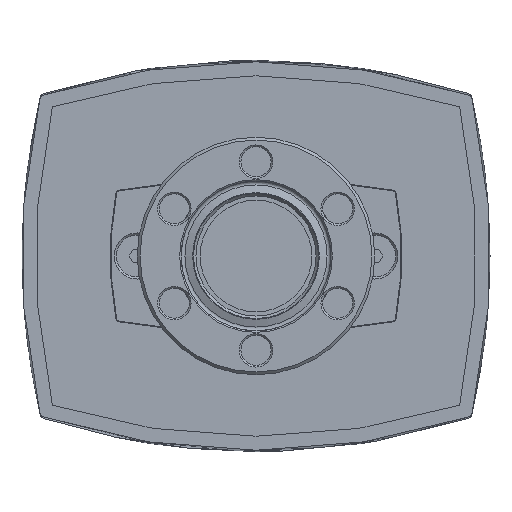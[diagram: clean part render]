
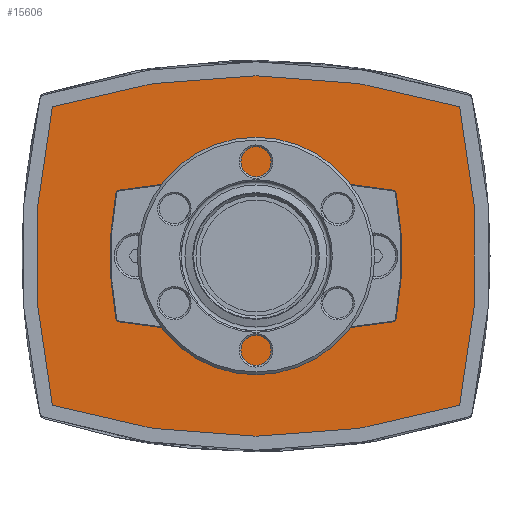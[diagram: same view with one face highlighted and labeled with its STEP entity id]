
A CAD part, front view. The second image highlights one B-rep face of the part: STEP entity #15606.
In plain terms, the highlighted planar face has unit normal (0, -1, 0).
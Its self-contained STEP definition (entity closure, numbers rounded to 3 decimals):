
#15227=CARTESIAN_POINT('',(29.142,0.,21.367));
#15228=VERTEX_POINT('',#15227);
#15235=CARTESIAN_POINT('',(29.142,0.,-21.367));
#15236=VERTEX_POINT('',#15235);
#15237=CARTESIAN_POINT('',(-66.5,0.,0.));
#15238=DIRECTION('',(0.,1.0,0.));
#15239=DIRECTION('',(-0.976,0.,0.218));
#15240=AXIS2_PLACEMENT_3D('',#15237,#15238,#15239);
#15241=CIRCLE('',#15240,98.0);
#15242=EDGE_CURVE('',#15228,#15236,#15241,.T.);
#15259=CARTESIAN_POINT('',(-29.142,0.,21.367));
#15260=VERTEX_POINT('',#15259);
#15267=CARTESIAN_POINT('',(0.,0.,-72.2));
#15268=DIRECTION('',(0.,1.0,0.));
#15269=DIRECTION('',(-0.297,0.,-0.955));
#15270=AXIS2_PLACEMENT_3D('',#15267,#15268,#15269);
#15271=CIRCLE('',#15270,98.);
#15272=EDGE_CURVE('',#15260,#15228,#15271,.T.);
#15283=CARTESIAN_POINT('',(20.064,0.,8.954));
#15284=VERTEX_POINT('',#15283);
#15285=CARTESIAN_POINT('',(20.064,0.,-8.954));
#15286=VERTEX_POINT('',#15285);
#15287=CARTESIAN_POINT('',(-27.5,0.,0.));
#15288=DIRECTION('',(0.,1.0,0.));
#15289=DIRECTION('',(0.983,0.,-0.185));
#15290=AXIS2_PLACEMENT_3D('',#15287,#15288,#15289);
#15291=CIRCLE('',#15290,48.4);
#15292=EDGE_CURVE('',#15284,#15286,#15291,.T.);
#15325=CARTESIAN_POINT('',(19.594,0.,-9.431));
#15326=VERTEX_POINT('',#15325);
#15327=CARTESIAN_POINT('',(19.475,0.,-8.843));
#15328=DIRECTION('',(0.,1.0,0.));
#15329=DIRECTION('',(0.199,0.,-0.98));
#15330=AXIS2_PLACEMENT_3D('',#15327,#15328,#15329);
#15331=CIRCLE('',#15330,0.6);
#15332=EDGE_CURVE('',#15286,#15326,#15331,.T.);
#15358=CARTESIAN_POINT('',(-19.594,0.0,-9.431));
#15359=VERTEX_POINT('',#15358);
#15360=CARTESIAN_POINT('',(0.,0.,87.1));
#15361=DIRECTION('',(0.,1.0,0.));
#15362=DIRECTION('',(-0.199,0.,-0.98));
#15363=AXIS2_PLACEMENT_3D('',#15360,#15361,#15362);
#15364=CIRCLE('',#15363,98.5);
#15365=EDGE_CURVE('',#15326,#15359,#15364,.T.);
#15391=CARTESIAN_POINT('',(-20.064,0.0,-8.954));
#15392=VERTEX_POINT('',#15391);
#15393=CARTESIAN_POINT('',(-19.475,0.0,-8.843));
#15394=DIRECTION('',(0.,1.0,0.));
#15395=DIRECTION('',(-0.983,0.,-0.185));
#15396=AXIS2_PLACEMENT_3D('',#15393,#15394,#15395);
#15397=CIRCLE('',#15396,0.6);
#15398=EDGE_CURVE('',#15359,#15392,#15397,.T.);
#15424=CARTESIAN_POINT('',(-20.064,0.0,8.954));
#15425=VERTEX_POINT('',#15424);
#15426=CARTESIAN_POINT('',(27.5,0.,0.));
#15427=DIRECTION('',(0.,1.0,0.));
#15428=DIRECTION('',(-0.983,0.,0.185));
#15429=AXIS2_PLACEMENT_3D('',#15426,#15427,#15428);
#15430=CIRCLE('',#15429,48.4);
#15431=EDGE_CURVE('',#15392,#15425,#15430,.T.);
#15457=CARTESIAN_POINT('',(-19.594,0.,9.431));
#15458=VERTEX_POINT('',#15457);
#15459=CARTESIAN_POINT('',(-19.475,0.,8.843));
#15460=DIRECTION('',(0.,1.0,0.));
#15461=DIRECTION('',(-0.199,0.,0.98));
#15462=AXIS2_PLACEMENT_3D('',#15459,#15460,#15461);
#15463=CIRCLE('',#15462,0.6);
#15464=EDGE_CURVE('',#15425,#15458,#15463,.T.);
#15490=CARTESIAN_POINT('',(19.594,0.,9.431));
#15491=VERTEX_POINT('',#15490);
#15492=CARTESIAN_POINT('',(0.,0.,-87.1));
#15493=DIRECTION('',(0.,1.0,0.));
#15494=DIRECTION('',(0.199,0.,0.98));
#15495=AXIS2_PLACEMENT_3D('',#15492,#15493,#15494);
#15496=CIRCLE('',#15495,98.5);
#15497=EDGE_CURVE('',#15458,#15491,#15496,.T.);
#15523=CARTESIAN_POINT('',(19.475,0.,8.843));
#15524=DIRECTION('',(0.,1.0,0.));
#15525=DIRECTION('',(0.983,0.,0.185));
#15526=AXIS2_PLACEMENT_3D('',#15523,#15524,#15525);
#15527=CIRCLE('',#15526,0.6);
#15528=EDGE_CURVE('',#15491,#15284,#15527,.T.);
#15548=CARTESIAN_POINT('',(-29.142,0.,-21.367));
#15549=VERTEX_POINT('',#15548);
#15556=CARTESIAN_POINT('',(66.5,0.,0.));
#15557=DIRECTION('',(0.,1.0,0.));
#15558=DIRECTION('',(0.976,0.,-0.218));
#15559=AXIS2_PLACEMENT_3D('',#15556,#15557,#15558);
#15560=CIRCLE('',#15559,98.);
#15561=EDGE_CURVE('',#15549,#15260,#15560,.T.);
#15574=CARTESIAN_POINT('',(0.,0.,72.2));
#15575=DIRECTION('',(0.,1.0,0.));
#15576=DIRECTION('',(0.297,0.,0.955));
#15577=AXIS2_PLACEMENT_3D('',#15574,#15575,#15576);
#15578=CIRCLE('',#15577,98.);
#15579=EDGE_CURVE('',#15236,#15549,#15578,.T.);
#15585=CARTESIAN_POINT('',(0.,0.,0.));
#15586=DIRECTION('',(0.0,-1.0,0.0));
#15587=DIRECTION('',(-1.0,0.0,0.0));
#15588=AXIS2_PLACEMENT_3D('',#15585,#15586,#15587);
#15589=PLANE('',#15588);
#15590=ORIENTED_EDGE('',*,*,#15561,.F.);
#15591=ORIENTED_EDGE('',*,*,#15579,.F.);
#15592=ORIENTED_EDGE('',*,*,#15242,.F.);
#15593=ORIENTED_EDGE('',*,*,#15272,.F.);
#15594=EDGE_LOOP('',(#15590,#15591,#15592,#15593));
#15595=FACE_OUTER_BOUND('',#15594,.T.);
#15596=ORIENTED_EDGE('',*,*,#15292,.T.);
#15597=ORIENTED_EDGE('',*,*,#15332,.T.);
#15598=ORIENTED_EDGE('',*,*,#15365,.T.);
#15599=ORIENTED_EDGE('',*,*,#15398,.T.);
#15600=ORIENTED_EDGE('',*,*,#15431,.T.);
#15601=ORIENTED_EDGE('',*,*,#15464,.T.);
#15602=ORIENTED_EDGE('',*,*,#15497,.T.);
#15603=ORIENTED_EDGE('',*,*,#15528,.T.);
#15604=EDGE_LOOP('',(#15596,#15597,#15598,#15599,#15600,#15601,#15602,#15603));
#15605=FACE_BOUND('',#15604,.T.);
#15606=ADVANCED_FACE('',(#15595,#15605),#15589,.T.);
